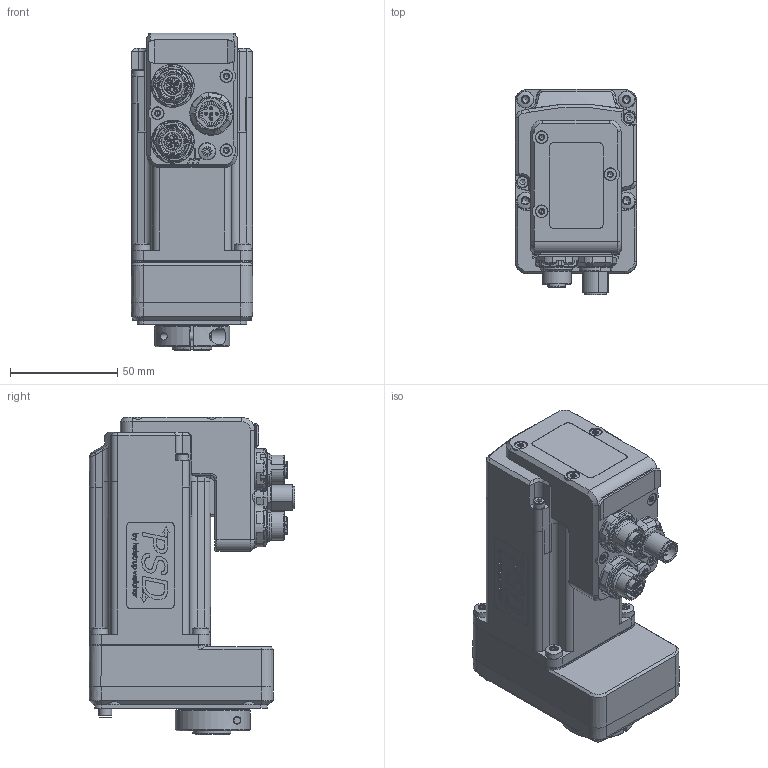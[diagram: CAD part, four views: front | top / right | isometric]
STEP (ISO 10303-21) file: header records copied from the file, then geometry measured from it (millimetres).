
FILE_DESCRIPTION(/* description */ (''),/* implementation_level */ '2;1');
FILE_NAME(/* name */ '7300.016953A.stp',/* time_stamp */ '2020-01-30T11:15:20+01:00',/* author */ ('mzabek'),/* organization */ (''),/* preprocessor_version */ 'ST-DEVELOPER v17',/* originating_system */ 'Autodesk Inventor 2018',/* authorisation */ '');
FILE_SCHEMA (('AUTOMOTIVE_DESIGN { 1 0 10303 214 3 1 1 }'));
Products named in the file (1): ENG-103924
Bounding box: 56.8 x 95.87 x 148.1 mm (x, y, z)
Volume: 494398.5 mm3; surface area: 56430.4 mm2
Topology: 4 solids, 4 shells, 2217 faces, 6125 edges, 4001 vertices
Faces by surface type: plane 940, bspline 488, cylinder 450, cone 251, torus 50, sphere 38
Full cylindrical faces by diameter (mm): 0.6 x3, 0.8 x5, 1 x3, 1.1 x8, 1.2 x2, 1.4 x4, 2.693 x4, 3 x4, 3.2 x4, 3.459 x1, 3.5 x2, 4 x1, 4.5 x1, 5.5 x2, 5.6 x6, 6 x8, 7 x2, 8 x2, 8.3 x1, 10.4 x1, 10.917 x2, 14 x1, 14.4 x1, 20 x3, 38.1 x1, 39 x1
Entity records: 81144 total; most frequent: CARTESIAN_POINT 26238, ORIENTED_EDGE 12142, DIRECTION 9158, EDGE_CURVE 6071, VERTEX_POINT 4001, AXIS2_PLACEMENT_3D 3109, LINE 2940, VECTOR 2940
